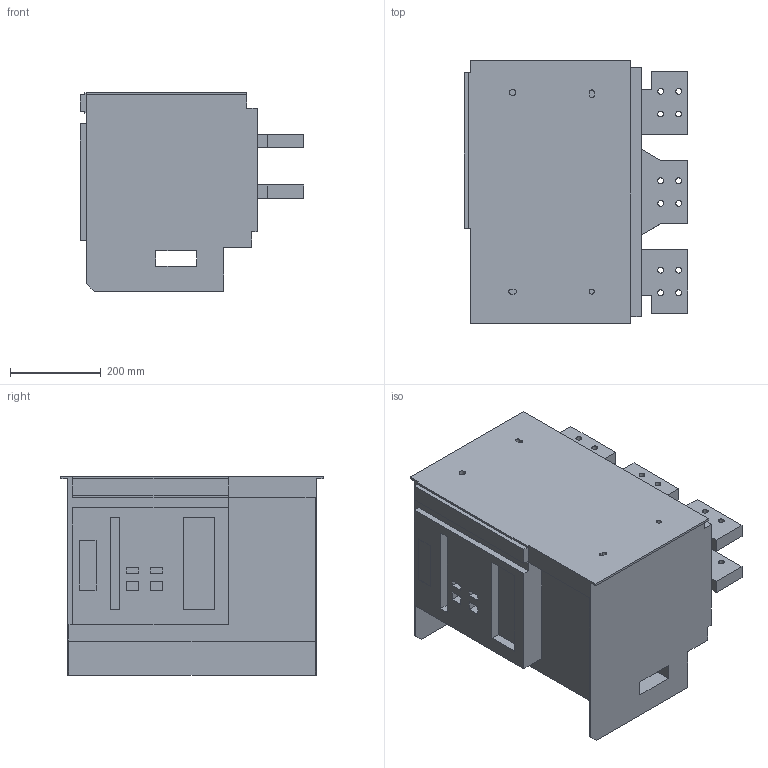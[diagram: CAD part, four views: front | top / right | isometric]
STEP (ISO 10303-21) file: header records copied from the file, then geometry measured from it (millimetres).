
FILE_DESCRIPTION((''),'2;1');
FILE_NAME('NA1-4000-DRAW-OUT-4000A-3','2019-04-26T',('hyha'),(''),'CREO PARAMETRIC BY PTC INC, 2015480','CREO PARAMETRIC BY PTC INC, 2015480','');
FILE_SCHEMA(('AUTOMOTIVE_DESIGN { 1 0 10303 214 1 1 1 1 }'));
Length unit declared in the file: millimetre
Products named in the file (1): NA1-4000-DRAW-OUT-4000A-3
Bounding box: 494 x 580 x 439 mm (x, y, z)
Volume: 79988940.5 mm3; surface area: 1705057.6 mm2
Topology: 1 solids, 1 shells, 183 faces, 491 edges, 327 vertices
Faces by surface type: plane 127, cylinder 56
Entity records: 5867 total; most frequent: CARTESIAN_POINT 1003, ORIENTED_EDGE 982, DIRECTION 971, EDGE_CURVE 491, VECTOR 377, LINE 377, VERTEX_POINT 327, AXIS2_PLACEMENT_3D 297
